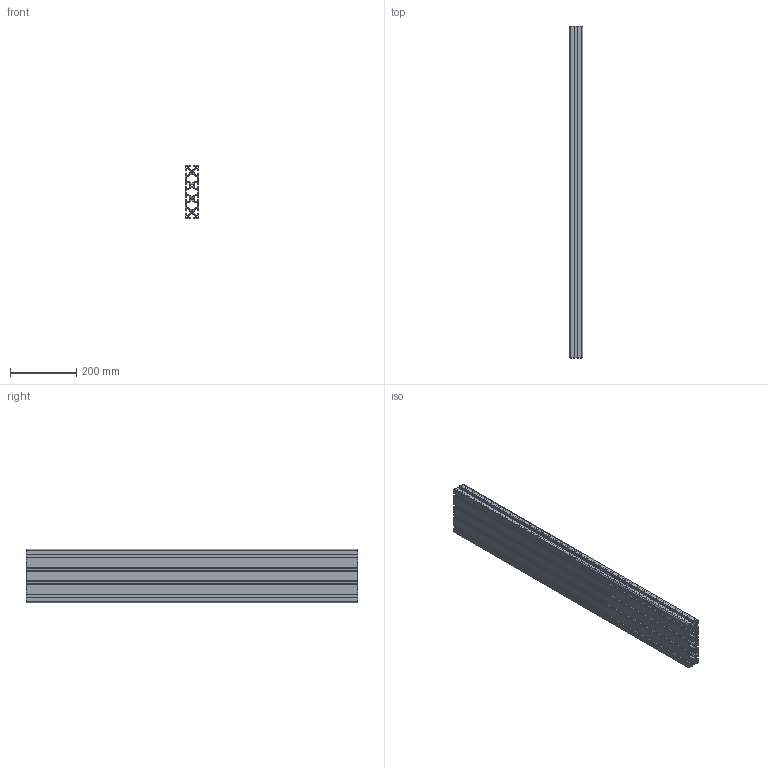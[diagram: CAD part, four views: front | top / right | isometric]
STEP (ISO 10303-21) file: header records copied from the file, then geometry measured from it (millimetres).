
FILE_DESCRIPTION((''),'2;1');
FILE_NAME('AR3708 profil 40x160L.stp','2015-03-31T14:55:27',('Admin'),(''),'Autodesk Inventor 2013','Autodesk Inventor 2013','');
FILE_SCHEMA(('AUTOMOTIVE_DESIGN { 1 0 10303 214 1 1 1 1 }'));
Length unit declared in the file: millimetre
Products named in the file (1): AR3708 profil 40x160L
Bounding box: 40 x 1000 x 160 mm (x, y, z)
Volume: 2161245.6 mm3; surface area: 1384264.8 mm2
Topology: 1 solids, 1 shells, 352 faces, 1050 edges, 700 vertices
Faces by surface type: plane 198, cylinder 154
Full cylindrical faces by diameter (mm): 6.8 x3, 7 x1
Entity records: 11932 total; most frequent: CARTESIAN_POINT 2099, ORIENTED_EDGE 2092, DIRECTION 2060, EDGE_CURVE 1046, VECTOR 738, LINE 738, VERTEX_POINT 700, AXIS2_PLACEMENT_3D 661
